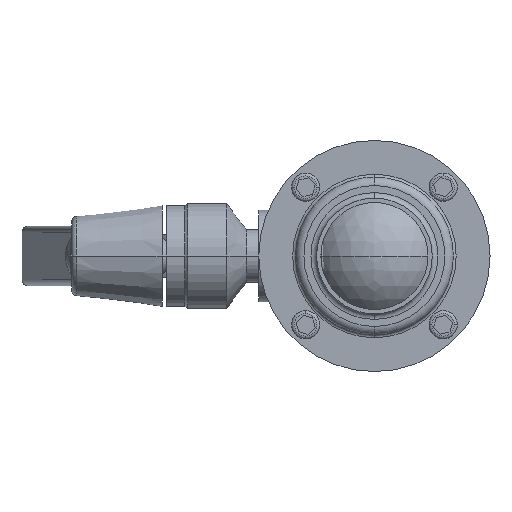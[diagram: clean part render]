
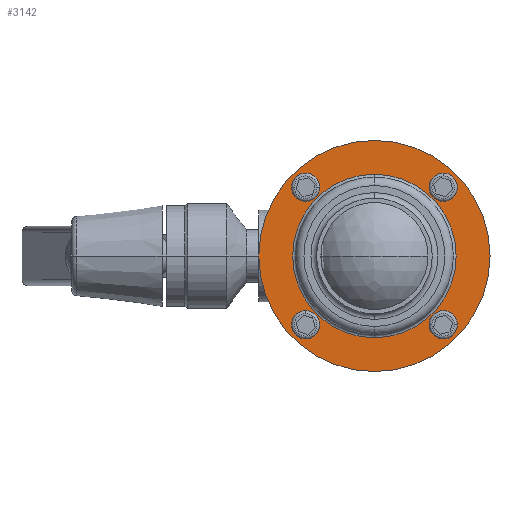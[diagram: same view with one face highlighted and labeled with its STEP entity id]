
A CAD part, left-side view. The second image highlights one B-rep face of the part: STEP entity #3142.
In plain terms, the highlighted planar face has unit normal (-1, 0, 0).
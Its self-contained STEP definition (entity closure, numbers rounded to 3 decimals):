
#147 = EDGE_CURVE ( 'NONE', #7734, #3757, #7185, .T. ) ;
#197 = AXIS2_PLACEMENT_3D ( 'NONE', #1365, #6035, #6920 ) ;
#469 = CARTESIAN_POINT ( 'NONE',  ( -22.791, 0., 0. ) ) ;
#611 = DIRECTION ( 'NONE',  ( 1., 0., 0. ) ) ;
#752 = CIRCLE ( 'NONE', #3524, 29. ) ;
#1082 = EDGE_LOOP ( 'NONE', ( #2580, #2161 ) ) ;
#1365 = CARTESIAN_POINT ( 'NONE',  ( -22.791, 0., 0. ) ) ;
#1551 = EDGE_LOOP ( 'NONE', ( #2520, #6825 ) ) ;
#1949 = EDGE_CURVE ( 'NONE', #3757, #7734, #4150, .T. ) ;
#2161 = ORIENTED_EDGE ( 'NONE', *, *, #5837, .T. ) ;
#2208 = AXIS2_PLACEMENT_3D ( 'NONE', #2599, #8148, #8703 ) ;
#2338 = CARTESIAN_POINT ( 'NONE',  ( -22.791, 0., 0. ) ) ;
#2520 = ORIENTED_EDGE ( 'NONE', *, *, #147, .T. ) ;
#2580 = ORIENTED_EDGE ( 'NONE', *, *, #5066, .T. ) ;
#2599 = CARTESIAN_POINT ( 'NONE',  ( -22.791, 41., 0. ) ) ;
#2821 = ORIENTED_EDGE ( 'NONE', *, *, #3056, .F. ) ;
#3056 = EDGE_CURVE ( 'NONE', #6614, #6473, #752, .T. ) ;
#3142 = ADVANCED_FACE ( 'NONE', ( #3269, #8843, #5291 ), #8051, .F. ) ;
#3249 = DIRECTION ( 'NONE',  ( 0., 0., 1. ) ) ;
#3269 = FACE_BOUND ( 'NONE', #1551, .T. ) ;
#3349 = DIRECTION ( 'NONE',  ( -1., 0., 0. ) ) ;
#3350 = CARTESIAN_POINT ( 'NONE',  ( -22.791, 24.395, -24.395 ) ) ;
#3524 = AXIS2_PLACEMENT_3D ( 'NONE', #7321, #4007, #4647 ) ;
#3757 = VERTEX_POINT ( 'NONE', #5972 ) ;
#4007 = DIRECTION ( 'NONE',  ( -1., 0., 0. ) ) ;
#4144 = AXIS2_PLACEMENT_3D ( 'NONE', #3350, #611, #6181 ) ;
#4150 = CIRCLE ( 'NONE', #8376, 3. ) ;
#4164 = CIRCLE ( 'NONE', #6347, 41. ) ;
#4406 = DIRECTION ( 'NONE',  ( 1., 0., 0. ) ) ;
#4647 = DIRECTION ( 'NONE',  ( 0., 0., 1. ) ) ;
#4839 = CARTESIAN_POINT ( 'NONE',  ( -22.791, 0., -41. ) ) ;
#4884 = CIRCLE ( 'NONE', #197, 41. ) ;
#4934 = DIRECTION ( 'NONE',  ( -1., 0., 0. ) ) ;
#5066 = EDGE_CURVE ( 'NONE', #7082, #6805, #4884, .T. ) ;
#5204 = DIRECTION ( 'NONE',  ( 0., 0., -1. ) ) ;
#5291 = FACE_OUTER_BOUND ( 'NONE', #1082, .T. ) ;
#5837 = EDGE_CURVE ( 'NONE', #6805, #7082, #4164, .T. ) ;
#5868 = CARTESIAN_POINT ( 'NONE',  ( -22.791, 24.395, -24.395 ) ) ;
#5972 = CARTESIAN_POINT ( 'NONE',  ( -22.791, 24.395, -21.395 ) ) ;
#6035 = DIRECTION ( 'NONE',  ( -1., 0., 0. ) ) ;
#6181 = DIRECTION ( 'NONE',  ( 0., 0., -1. ) ) ;
#6237 = CARTESIAN_POINT ( 'NONE',  ( -22.791, 0., 41. ) ) ;
#6347 = AXIS2_PLACEMENT_3D ( 'NONE', #469, #3349, #3249 ) ;
#6473 = VERTEX_POINT ( 'NONE', #8710 ) ;
#6568 = ORIENTED_EDGE ( 'NONE', *, *, #8831, .F. ) ;
#6614 = VERTEX_POINT ( 'NONE', #8656 ) ;
#6805 = VERTEX_POINT ( 'NONE', #4839 ) ;
#6825 = ORIENTED_EDGE ( 'NONE', *, *, #1949, .T. ) ;
#6920 = DIRECTION ( 'NONE',  ( 0., 0., 1. ) ) ;
#6933 = CIRCLE ( 'NONE', #8398, 29. ) ;
#7082 = VERTEX_POINT ( 'NONE', #6237 ) ;
#7166 = DIRECTION ( 'NONE',  ( 0., 0., 1. ) ) ;
#7185 = CIRCLE ( 'NONE', #4144, 3. ) ;
#7321 = CARTESIAN_POINT ( 'NONE',  ( -22.791, 0., 0. ) ) ;
#7734 = VERTEX_POINT ( 'NONE', #8149 ) ;
#8051 = PLANE ( 'NONE',  #2208 ) ;
#8148 = DIRECTION ( 'NONE',  ( 1., 0., 0. ) ) ;
#8149 = CARTESIAN_POINT ( 'NONE',  ( -22.791, 24.395, -27.395 ) ) ;
#8376 = AXIS2_PLACEMENT_3D ( 'NONE', #5868, #4406, #5204 ) ;
#8398 = AXIS2_PLACEMENT_3D ( 'NONE', #2338, #4934, #7166 ) ;
#8656 = CARTESIAN_POINT ( 'NONE',  ( -22.791, 0., 29. ) ) ;
#8703 = DIRECTION ( 'NONE',  ( 0., 0., -1. ) ) ;
#8710 = CARTESIAN_POINT ( 'NONE',  ( -22.791, 0., -29. ) ) ;
#8831 = EDGE_CURVE ( 'NONE', #6473, #6614, #6933, .T. ) ;
#8843 = FACE_BOUND ( 'NONE', #8887, .T. ) ;
#8887 = EDGE_LOOP ( 'NONE', ( #2821, #6568 ) ) ;
